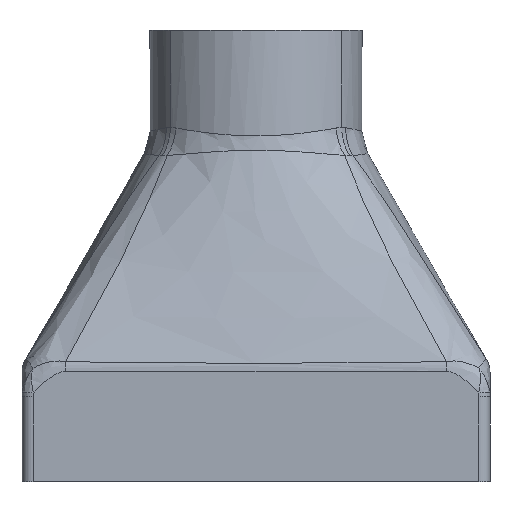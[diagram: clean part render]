
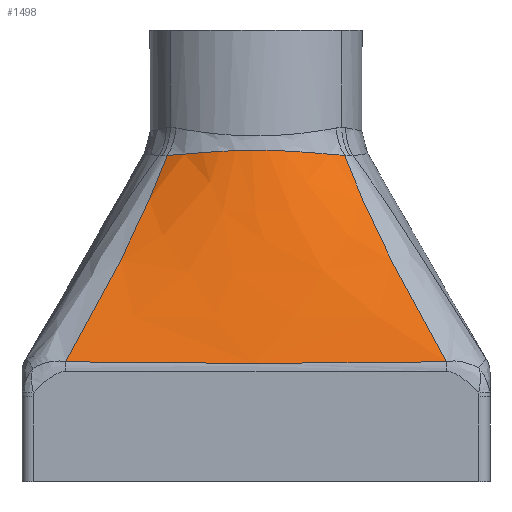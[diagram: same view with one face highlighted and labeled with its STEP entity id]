
A CAD part, front view. The second image highlights one B-rep face of the part: STEP entity #1498.
In plain terms, the highlighted free-form (B-spline) face has degree [3, 3] with [7, 5] control points.
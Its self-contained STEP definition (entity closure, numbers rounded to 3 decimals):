
#149=FACE_OUTER_BOUND('',#248,.T.);
#248=EDGE_LOOP('',(#1123,#1124,#1125,#1126));
#361=B_SPLINE_CURVE_WITH_KNOTS('',3,(#3198,#3199,#3200,#3201,#3202),
 .UNSPECIFIED.,.F.,.F.,(4,1,4),(-3.375,-1.446,0.),
 .UNSPECIFIED.);
#389=B_SPLINE_CURVE_WITH_KNOTS('',3,(#3752,#3753,#3754,#3755,#3756,#3757,
#3758),.UNSPECIFIED.,.F.,.F.,(4,1,1,1,4),(-2.363,-1.509,
-0.827,-0.487,-0.146),.UNSPECIFIED.);
#392=B_SPLINE_CURVE_WITH_KNOTS('',3,(#3804,#3805,#3806,#3807,#3808,#3809,
#3810),.UNSPECIFIED.,.F.,.F.,(4,1,1,1,4),(0.146,0.487,
0.827,1.168,2.363),.UNSPECIFIED.);
#393=B_SPLINE_CURVE_WITH_KNOTS('',3,(#3811,#3812,#3813,#3814,#3815,#3816,
#3817),.UNSPECIFIED.,.F.,.F.,(4,1,1,1,4),(0.,0.633,0.95,
1.583,2.216),.UNSPECIFIED.);
#570=VERTEX_POINT('',#3162);
#572=VERTEX_POINT('',#3197);
#595=VERTEX_POINT('',#3751);
#597=VERTEX_POINT('',#3803);
#747=EDGE_CURVE('',#570,#572,#361,.T.);
#791=EDGE_CURVE('',#572,#595,#389,.T.);
#794=EDGE_CURVE('',#597,#570,#392,.T.);
#795=EDGE_CURVE('',#595,#597,#393,.T.);
#1123=ORIENTED_EDGE('',*,*,#747,.F.);
#1124=ORIENTED_EDGE('',*,*,#794,.F.);
#1125=ORIENTED_EDGE('',*,*,#795,.F.);
#1126=ORIENTED_EDGE('',*,*,#791,.F.);
#1410=B_SPLINE_SURFACE_WITH_KNOTS('',3,3,((#3768,#3769,#3770,#3771,#3772),
(#3773,#3774,#3775,#3776,#3777),(#3778,#3779,#3780,#3781,#3782),(#3783,
#3784,#3785,#3786,#3787),(#3788,#3789,#3790,#3791,#3792),(#3793,#3794,#3795,
#3796,#3797),(#3798,#3799,#3800,#3801,#3802)),.UNSPECIFIED.,.F.,.F.,.F.,
(4,1,1,1,4),(4,1,4),(0.028,0.298,0.433,
0.702,0.972),(0.047,0.587,
0.993),.UNSPECIFIED.);
#1498=ADVANCED_FACE('',(#149),#1410,.F.);
#3162=CARTESIAN_POINT('',(36.629,-0.816,10.62));
#3197=CARTESIAN_POINT('',(2.871,-0.816,10.62));
#3198=CARTESIAN_POINT('Ctrl Pts',(36.629,-0.816,10.62));
#3199=CARTESIAN_POINT('Ctrl Pts',(30.199,-0.878,10.523));
#3200=CARTESIAN_POINT('Ctrl Pts',(18.946,-0.92,10.415));
#3201=CARTESIAN_POINT('Ctrl Pts',(7.694,-0.862,10.547));
#3202=CARTESIAN_POINT('Ctrl Pts',(2.871,-0.816,10.62));
#3751=CARTESIAN_POINT('',(11.886,8.257,28.917));
#3752=CARTESIAN_POINT('Ctrl Pts',(2.871,-0.816,10.619));
#3753=CARTESIAN_POINT('Ctrl Pts',(4.176,0.238,12.91));
#3754=CARTESIAN_POINT('Ctrl Pts',(6.472,2.139,17.057));
#3755=CARTESIAN_POINT('Ctrl Pts',(9.069,4.532,22.216));
#3756=CARTESIAN_POINT('Ctrl Pts',(10.76,6.468,26.031));
#3757=CARTESIAN_POINT('Ctrl Pts',(11.517,7.604,27.961));
#3758=CARTESIAN_POINT('Ctrl Pts',(11.886,8.257,28.917));
#3768=CARTESIAN_POINT('Ctrl Pts',(12.314,8.66,29.674));
#3769=CARTESIAN_POINT('Ctrl Pts',(10.271,6.723,26.056));
#3770=CARTESIAN_POINT('Ctrl Pts',(6.622,3.57,19.655));
#3771=CARTESIAN_POINT('Ctrl Pts',(2.834,0.488,13.305));
#3772=CARTESIAN_POINT('Ctrl Pts',(1.204,-0.827,10.586));
#3773=CARTESIAN_POINT('Ctrl Pts',(13.367,7.541,29.603));
#3774=CARTESIAN_POINT('Ctrl Pts',(11.814,5.834,25.973));
#3775=CARTESIAN_POINT('Ctrl Pts',(8.964,3.063,19.598));
#3776=CARTESIAN_POINT('Ctrl Pts',(6.007,0.317,13.262));
#3777=CARTESIAN_POINT('Ctrl Pts',(4.734,-0.854,10.547));
#3778=CARTESIAN_POINT('Ctrl Pts',(15.391,6.2,29.47));
#3779=CARTESIAN_POINT('Ctrl Pts',(14.463,4.804,25.847));
#3780=CARTESIAN_POINT('Ctrl Pts',(12.67,2.464,19.52));
#3781=CARTESIAN_POINT('Ctrl Pts',(10.829,0.119,13.203));
#3782=CARTESIAN_POINT('Ctrl Pts',(10.032,-0.883,10.497));
#3783=CARTESIAN_POINT('Ctrl Pts',(19.321,5.279,29.352));
#3784=CARTESIAN_POINT('Ctrl Pts',(19.248,4.117,25.758));
#3785=CARTESIAN_POINT('Ctrl Pts',(19.092,2.048,19.461));
#3786=CARTESIAN_POINT('Ctrl Pts',(18.935,-0.016,
13.161));
#3787=CARTESIAN_POINT('Ctrl Pts',(18.866,-0.901,10.461));
#3788=CARTESIAN_POINT('Ctrl Pts',(23.432,5.748,29.421));
#3789=CARTESIAN_POINT('Ctrl Pts',(24.152,4.461,25.805));
#3790=CARTESIAN_POINT('Ctrl Pts',(25.594,2.262,19.493));
#3791=CARTESIAN_POINT('Ctrl Pts',(27.064,0.053,13.183));
#3792=CARTESIAN_POINT('Ctrl Pts',(27.702,-0.892,10.48));
#3793=CARTESIAN_POINT('Ctrl Pts',(26.133,7.541,29.603));
#3794=CARTESIAN_POINT('Ctrl Pts',(27.685,5.832,25.971));
#3795=CARTESIAN_POINT('Ctrl Pts',(30.536,3.064,19.598));
#3796=CARTESIAN_POINT('Ctrl Pts',(33.493,0.317,13.262));
#3797=CARTESIAN_POINT('Ctrl Pts',(34.766,-0.854,10.547));
#3798=CARTESIAN_POINT('Ctrl Pts',(27.186,8.66,29.674));
#3799=CARTESIAN_POINT('Ctrl Pts',(29.229,6.723,26.056));
#3800=CARTESIAN_POINT('Ctrl Pts',(32.878,3.57,19.655));
#3801=CARTESIAN_POINT('Ctrl Pts',(36.666,0.488,13.305));
#3802=CARTESIAN_POINT('Ctrl Pts',(38.296,-0.827,10.586));
#3803=CARTESIAN_POINT('',(27.614,8.257,28.917));
#3804=CARTESIAN_POINT('Ctrl Pts',(27.614,8.257,28.917));
#3805=CARTESIAN_POINT('Ctrl Pts',(27.983,7.604,27.961));
#3806=CARTESIAN_POINT('Ctrl Pts',(28.741,6.47,26.031));
#3807=CARTESIAN_POINT('Ctrl Pts',(30.007,5.012,23.17));
#3808=CARTESIAN_POINT('Ctrl Pts',(32.52,2.546,17.981));
#3809=CARTESIAN_POINT('Ctrl Pts',(34.802,0.656,13.825));
#3810=CARTESIAN_POINT('Ctrl Pts',(36.628,-0.816,10.62));
#3811=CARTESIAN_POINT('Ctrl Pts',(11.886,8.257,28.917));
#3812=CARTESIAN_POINT('Ctrl Pts',(13.204,7.22,29.015));
#3813=CARTESIAN_POINT('Ctrl Pts',(15.453,6.085,29.224));
#3814=CARTESIAN_POINT('Ctrl Pts',(19.35,5.309,29.427));
#3815=CARTESIAN_POINT('Ctrl Pts',(23.297,5.703,29.305));
#3816=CARTESIAN_POINT('Ctrl Pts',(26.296,7.22,29.015));
#3817=CARTESIAN_POINT('Ctrl Pts',(27.614,8.257,28.917));
